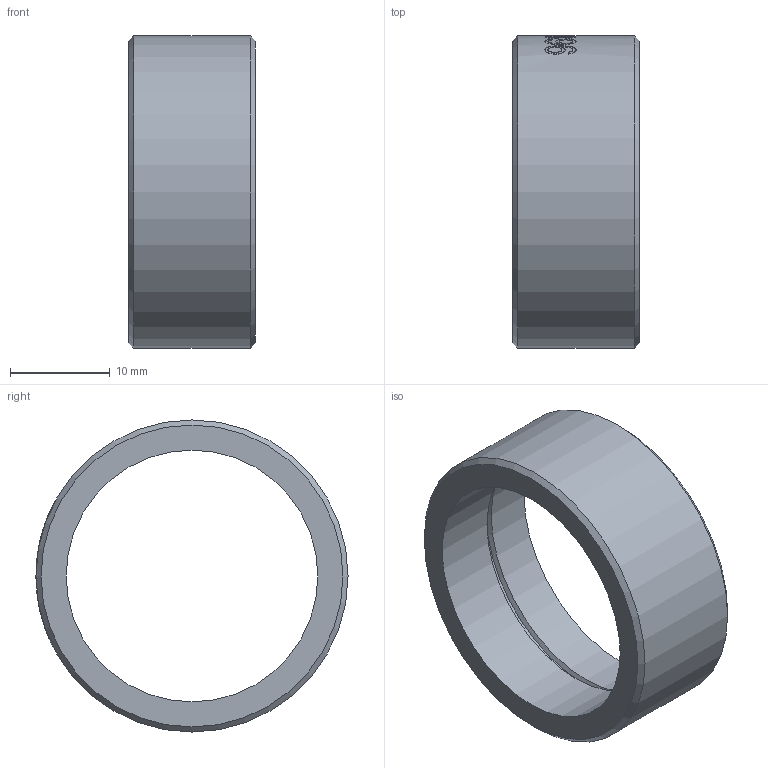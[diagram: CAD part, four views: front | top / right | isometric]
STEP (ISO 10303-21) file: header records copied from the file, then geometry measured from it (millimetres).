
FILE_DESCRIPTION((''),'2;1');
FILE_NAME('51896_0.stp','2012-02-10T08:06:51',('Cannarozzo'),(''),'Autodesk Inventor 2012','Autodesk Inventor 2012','');
FILE_SCHEMA(('AUTOMOTIVE_DESIGN { 1 0 10303 214 1 1 1 1 }'));
Length unit declared in the file: inch
Products named in the file (1): 51896
Bounding box: 12.7 x 31.24 x 31.24 mm (x, y, z)
Volume: 2879.3 mm3; surface area: 2810.4 mm2
Topology: 1 solids, 1 shells, 102 faces, 259 edges, 171 vertices
Faces by surface type: bspline 63, plane 20, cylinder 15, cone 4
Full cylindrical faces by diameter (mm): 25.21 x1, 26.899 x1, 27.757 x1, 31.242 x1
Entity records: 18777 total; most frequent: CARTESIAN_POINT 16749, ORIENTED_EDGE 502, EDGE_CURVE 251, DIRECTION 207, VERTEX_POINT 171, B_SPLINE_CURVE_WITH_KNOTS 143, EDGE_LOOP 124, FACE_OUTER_BOUND 102
